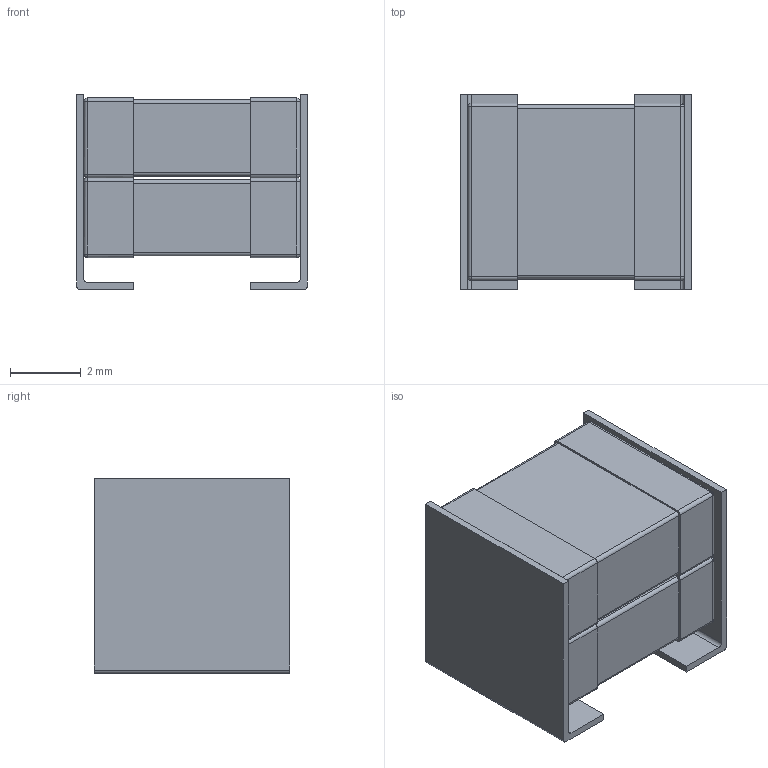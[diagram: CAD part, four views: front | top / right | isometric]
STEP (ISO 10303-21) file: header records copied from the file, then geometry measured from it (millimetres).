
FILE_DESCRIPTION((''),'2;1');
FILE_NAME('CAPC_TDK_CKG57N.stp','2014-10-23T15:47:03',(''),(''),'Mechanical Desktop 2011','Mechanical Desktop 2011',', , ');
FILE_SCHEMA(('AUTOMOTIVE_DESIGN { 1 2 10303 214 1 1 1 1 }'));
Length unit declared in the file: millimetre
Products named in the file (1): Product
Bounding box: 6.5 x 5.5 x 5.5 mm (x, y, z)
Volume: 147.5 mm3; surface area: 462.5 mm2
Topology: 8 solids, 8 shells, 116 faces, 264 edges, 156 vertices
Faces by surface type: cylinder 44, plane 40, sphere 20, bspline 12
Entity records: 3224 total; most frequent: DIRECTION 570, CARTESIAN_POINT 565, ORIENTED_EDGE 512, EDGE_CURVE 256, AXIS2_PLACEMENT_3D 209, VERTEX_POINT 156, VECTOR 152, LINE 152
